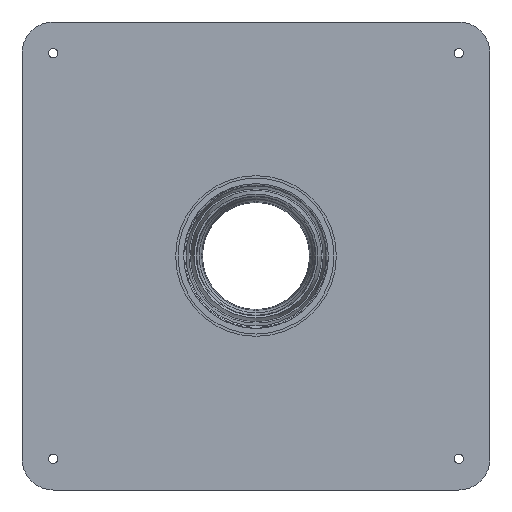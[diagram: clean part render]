
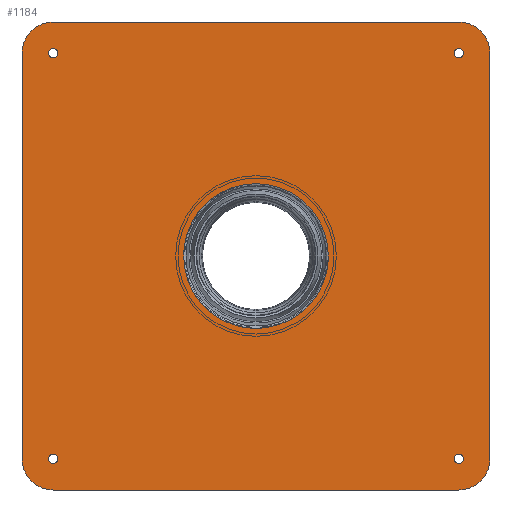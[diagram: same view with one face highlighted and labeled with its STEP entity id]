
A CAD part, left-side view. The second image highlights one B-rep face of the part: STEP entity #1184.
In plain terms, the highlighted planar face has unit normal (-1, 0, 0).
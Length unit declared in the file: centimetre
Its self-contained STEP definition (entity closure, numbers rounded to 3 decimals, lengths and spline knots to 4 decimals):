
#26=B_SPLINE_CURVE_WITH_KNOTS('',3,(#1947,#1948,#1949,#1950,#1951,#1952,
#1953,#1954,#1955,#1956,#1957,#1958),.UNSPECIFIED.,.F.,.F.,(4,2,2,2,2,4),
(-292.0989,-281.8472,-271.5955,-253.489,
-235.3825,-219.1009),.UNSPECIFIED.);
#27=B_SPLINE_CURVE_WITH_KNOTS('',3,(#1965,#1966,#1967,#1968,#1969,#1970,
#1971,#1972,#1973,#1974,#1975,#1976,#1977,#1978,#1979,#1980,#1981,#1982,
#1983,#1984),.UNSPECIFIED.,.F.,.F.,(4,2,2,2,2,2,2,2,2,4),(-219.1009,
-217.276,-199.1695,-181.063,-162.9566,
-144.8502,-126.7439,-108.6376,-90.5313,
-73.0339),.UNSPECIFIED.);
#84=LINE('',#1934,#134);
#95=LINE('',#2018,#145);
#101=LINE('',#2041,#151);
#102=LINE('',#2043,#152);
#134=VECTOR('',#1511,1.);
#145=VECTOR('',#1566,1.);
#151=VECTOR('',#1594,1.);
#152=VECTOR('',#1597,1.);
#201=FACE_BOUND('',#331,.T.);
#202=FACE_BOUND('',#332,.T.);
#203=FACE_BOUND('',#333,.T.);
#204=FACE_BOUND('',#334,.T.);
#205=FACE_BOUND('',#335,.T.);
#243=FACE_OUTER_BOUND('',#330,.T.);
#330=EDGE_LOOP('',(#914,#915,#916,#917,#918,#919,#920,#921));
#331=EDGE_LOOP('',(#922));
#332=EDGE_LOOP('',(#923));
#333=EDGE_LOOP('',(#924,#925,#926));
#334=EDGE_LOOP('',(#927));
#335=EDGE_LOOP('',(#928));
#401=CIRCLE('',#1263,3.);
#403=CIRCLE('',#1266,3.);
#405=CIRCLE('',#1269,20.);
#407=CIRCLE('',#1273,20.);
#411=CIRCLE('',#1278,46.35);
#419=CIRCLE('',#1291,20.);
#421=CIRCLE('',#1295,20.);
#423=CIRCLE('',#1298,3.);
#425=CIRCLE('',#1301,3.);
#521=VERTEX_POINT('',#1914);
#523=VERTEX_POINT('',#1920);
#526=VERTEX_POINT('',#1927);
#527=VERTEX_POINT('',#1929);
#528=VERTEX_POINT('',#1933);
#531=VERTEX_POINT('',#1941);
#532=VERTEX_POINT('',#1945);
#533=VERTEX_POINT('',#1946);
#536=VERTEX_POINT('',#1964);
#544=VERTEX_POINT('',#2008);
#545=VERTEX_POINT('',#2010);
#547=VERTEX_POINT('',#2015);
#549=VERTEX_POINT('',#2022);
#551=VERTEX_POINT('',#2028);
#553=VERTEX_POINT('',#2034);
#639=EDGE_CURVE('',#521,#521,#401,.T.);
#642=EDGE_CURVE('',#523,#523,#403,.T.);
#645=EDGE_CURVE('',#526,#527,#405,.T.);
#647=EDGE_CURVE('',#528,#527,#84,.T.);
#651=EDGE_CURVE('',#528,#531,#407,.T.);
#653=EDGE_CURVE('',#532,#533,#26,.T.);
#657=EDGE_CURVE('',#533,#536,#27,.T.);
#658=EDGE_CURVE('',#532,#536,#411,.T.);
#670=EDGE_CURVE('',#544,#545,#419,.T.);
#674=EDGE_CURVE('',#547,#545,#95,.T.);
#676=EDGE_CURVE('',#547,#549,#421,.T.);
#680=EDGE_CURVE('',#551,#551,#423,.T.);
#683=EDGE_CURVE('',#553,#553,#425,.T.);
#686=EDGE_CURVE('',#526,#549,#101,.T.);
#687=EDGE_CURVE('',#544,#531,#102,.T.);
#914=ORIENTED_EDGE('',*,*,#686,.T.);
#915=ORIENTED_EDGE('',*,*,#676,.F.);
#916=ORIENTED_EDGE('',*,*,#674,.T.);
#917=ORIENTED_EDGE('',*,*,#670,.F.);
#918=ORIENTED_EDGE('',*,*,#687,.T.);
#919=ORIENTED_EDGE('',*,*,#651,.F.);
#920=ORIENTED_EDGE('',*,*,#647,.T.);
#921=ORIENTED_EDGE('',*,*,#645,.F.);
#922=ORIENTED_EDGE('',*,*,#642,.T.);
#923=ORIENTED_EDGE('',*,*,#639,.T.);
#924=ORIENTED_EDGE('',*,*,#658,.T.);
#925=ORIENTED_EDGE('',*,*,#657,.F.);
#926=ORIENTED_EDGE('',*,*,#653,.F.);
#927=ORIENTED_EDGE('',*,*,#683,.T.);
#928=ORIENTED_EDGE('',*,*,#680,.T.);
#1146=PLANE('',#1305);
#1184=ADVANCED_FACE('',(#243,#201,#202,#203,#204,#205),#1146,.T.);
#1263=AXIS2_PLACEMENT_3D('',#1916,#1492,#1493);
#1266=AXIS2_PLACEMENT_3D('',#1922,#1499,#1500);
#1269=AXIS2_PLACEMENT_3D('',#1930,#1506,#1507);
#1273=AXIS2_PLACEMENT_3D('',#1942,#1518,#1519);
#1278=AXIS2_PLACEMENT_3D('',#1985,#1529,#1530);
#1291=AXIS2_PLACEMENT_3D('',#2011,#1559,#1560);
#1295=AXIS2_PLACEMENT_3D('',#2023,#1571,#1572);
#1298=AXIS2_PLACEMENT_3D('',#2030,#1579,#1580);
#1301=AXIS2_PLACEMENT_3D('',#2036,#1586,#1587);
#1305=AXIS2_PLACEMENT_3D('',#2044,#1598,#1599);
#1492=DIRECTION('center_axis',(1.,0.,0.));
#1493=DIRECTION('ref_axis',(0.,-1.,0.));
#1499=DIRECTION('center_axis',(1.,0.,0.));
#1500=DIRECTION('ref_axis',(0.,-1.,0.));
#1506=DIRECTION('center_axis',(1.,0.,0.));
#1507=DIRECTION('ref_axis',(0.,-0.707,-0.707));
#1511=DIRECTION('',(0.,-1.,0.));
#1518=DIRECTION('center_axis',(1.,0.,0.));
#1519=DIRECTION('ref_axis',(0.,0.707,-0.707));
#1529=DIRECTION('center_axis',(1.,0.,0.));
#1530=DIRECTION('ref_axis',(0.,1.,0.));
#1559=DIRECTION('center_axis',(1.,0.,0.));
#1560=DIRECTION('ref_axis',(0.,0.707,0.707));
#1566=DIRECTION('',(0.,1.,0.));
#1571=DIRECTION('center_axis',(1.,0.,0.));
#1572=DIRECTION('ref_axis',(0.,-0.707,0.707));
#1579=DIRECTION('center_axis',(1.,0.,0.));
#1580=DIRECTION('ref_axis',(0.,-1.,0.));
#1586=DIRECTION('center_axis',(1.,0.,0.));
#1587=DIRECTION('ref_axis',(0.,-1.,0.));
#1594=DIRECTION('',(0.,0.,1.));
#1597=DIRECTION('',(0.,0.,-1.));
#1598=DIRECTION('center_axis',(-1.,0.,0.));
#1599=DIRECTION('ref_axis',(0.,1.,0.));
#1914=CARTESIAN_POINT('',(0.,3.,20.));
#1916=CARTESIAN_POINT('Origin',(0.,0.,
20.));
#1920=CARTESIAN_POINT('',(0.,263.,20.));
#1922=CARTESIAN_POINT('Origin',(0.,260.,20.));
#1927=CARTESIAN_POINT('',(0.,-20.,20.));
#1929=CARTESIAN_POINT('',(0.,0.,0.));
#1930=CARTESIAN_POINT('Origin',(0.,0.,20.));
#1933=CARTESIAN_POINT('',(0.,260.,0.));
#1934=CARTESIAN_POINT('',(0.,130.,0.));
#1941=CARTESIAN_POINT('',(0.,280.,20.));
#1942=CARTESIAN_POINT('Origin',(0.,260.,20.));
#1945=CARTESIAN_POINT('',(0.,130.,196.35));
#1946=CARTESIAN_POINT('',(0.,176.35,149.9981));
#1947=CARTESIAN_POINT('Ctrl Pts',(0.,130.,196.35));
#1948=CARTESIAN_POINT('Ctrl Pts',(0.,133.4172,196.35));
#1949=CARTESIAN_POINT('Ctrl Pts',(0.,136.824,
195.9721));
#1950=CARTESIAN_POINT('Ctrl Pts',(0.,143.4923,
194.4742));
#1951=CARTESIAN_POINT('Ctrl Pts',(0.,146.7335,193.3589));
#1952=CARTESIAN_POINT('Ctrl Pts',(0.,155.2781,
189.3162));
#1953=CARTESIAN_POINT('Ctrl Pts',(0.,160.1775,
185.6941));
#1954=CARTESIAN_POINT('Ctrl Pts',(0.,168.312,
176.7757));
#1955=CARTESIAN_POINT('Ctrl Pts',(0.,171.4694,
171.5647));
#1956=CARTESIAN_POINT('Ctrl Pts',(0.,175.4004,
160.7971));
#1957=CARTESIAN_POINT('Ctrl Pts',(0.,176.3502,
155.4159));
#1958=CARTESIAN_POINT('Ctrl Pts',(0.,176.35,
149.9981));
#1964=CARTESIAN_POINT('',(0.,83.65,150.));
#1965=CARTESIAN_POINT('Ctrl Pts',(0.,176.35,
149.9981));
#1966=CARTESIAN_POINT('Ctrl Pts',(0.,176.35,149.3908));
#1967=CARTESIAN_POINT('Ctrl Pts',(0.,176.338,148.7831));
#1968=CARTESIAN_POINT('Ctrl Pts',(0.,176.0765,
142.1444));
#1969=CARTESIAN_POINT('Ctrl Pts',(0.,174.6632,136.2177));
#1970=CARTESIAN_POINT('Ctrl Pts',(0.,169.6443,
125.2395));
#1971=CARTESIAN_POINT('Ctrl Pts',(0.,166.0867,120.2931));
#1972=CARTESIAN_POINT('Ctrl Pts',(0.,157.2757,
112.0423));
#1973=CARTESIAN_POINT('Ctrl Pts',(0.,152.1066,
108.8169));
#1974=CARTESIAN_POINT('Ctrl Pts',(0.,140.8229,
104.529));
#1975=CARTESIAN_POINT('Ctrl Pts',(0.,134.8163,
103.5075));
#1976=CARTESIAN_POINT('Ctrl Pts',(0.,122.7495,
103.8245));
#1977=CARTESIAN_POINT('Ctrl Pts',(0.,116.8048,
105.1599));
#1978=CARTESIAN_POINT('Ctrl Pts',(0.,105.7618,
110.0343));
#1979=CARTESIAN_POINT('Ctrl Pts',(0.,100.7692,
113.5266));
#1980=CARTESIAN_POINT('Ctrl Pts',(0.,92.4036,
122.2284));
#1981=CARTESIAN_POINT('Ctrl Pts',(0.,89.1106,
127.3548));
#1982=CARTESIAN_POINT('Ctrl Pts',(0.,84.7496,
138.3923));
#1983=CARTESIAN_POINT('Ctrl Pts',(0.,83.65,144.1712));
#1984=CARTESIAN_POINT('Ctrl Pts',(0.,83.65,150.));
#1985=CARTESIAN_POINT('Origin',(0.,130.,150.));
#2008=CARTESIAN_POINT('',(0.,280.,280.));
#2010=CARTESIAN_POINT('',(0.,260.,300.));
#2011=CARTESIAN_POINT('Origin',(0.,260.,280.));
#2015=CARTESIAN_POINT('',(0.,0.,300.));
#2018=CARTESIAN_POINT('',(0.,130.,300.));
#2022=CARTESIAN_POINT('',(0.,-20.,280.));
#2023=CARTESIAN_POINT('Origin',(0.,0.,
280.));
#2028=CARTESIAN_POINT('',(0.,3.,280.));
#2030=CARTESIAN_POINT('Origin',(0.,0.,
280.));
#2034=CARTESIAN_POINT('',(0.,263.,280.));
#2036=CARTESIAN_POINT('Origin',(0.,260.,280.));
#2041=CARTESIAN_POINT('',(0.,-20.,150.));
#2043=CARTESIAN_POINT('',(0.,280.,150.));
#2044=CARTESIAN_POINT('Origin',(0.,130.,216.1229));
